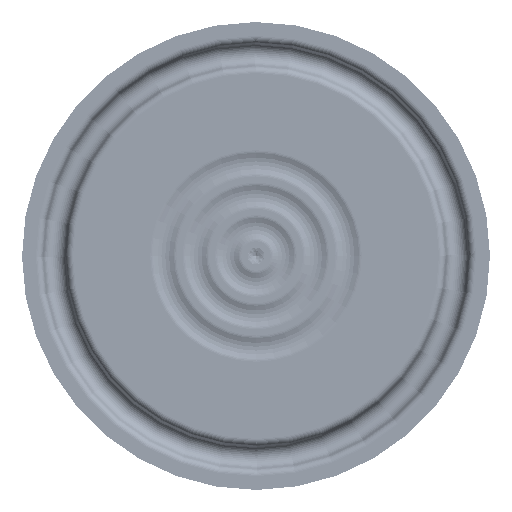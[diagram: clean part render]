
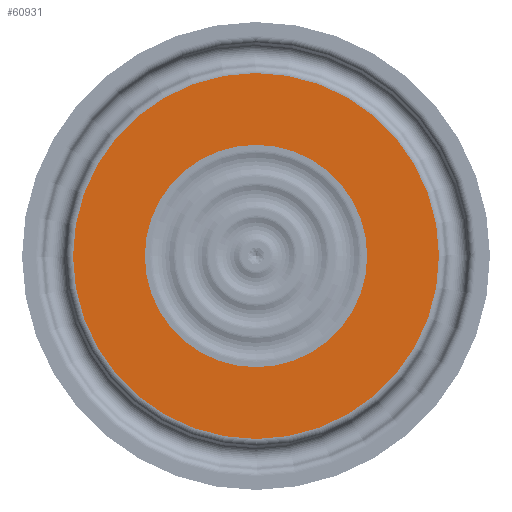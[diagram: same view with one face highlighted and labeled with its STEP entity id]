
A CAD part, left-side view. The second image highlights one B-rep face of the part: STEP entity #60931.
In plain terms, the highlighted planar face has unit normal (-1, 0, 0).
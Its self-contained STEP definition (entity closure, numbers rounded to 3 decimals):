
#4520=FACE_BOUND('',#15723,.T.);
#7726=PLANE('',#68912);
#11645=FACE_OUTER_BOUND('',#15722,.T.);
#15722=EDGE_LOOP('',(#56505));
#15723=EDGE_LOOP('',(#56506));
#16615=CIRCLE('',#68905,12.);
#16619=CIRCLE('',#68913,19.742);
#28996=VERTEX_POINT('',#139172);
#28998=VERTEX_POINT('',#139183);
#38175=EDGE_CURVE('',#28996,#28996,#16615,.T.);
#38180=EDGE_CURVE('',#28998,#28998,#16619,.T.);
#56505=ORIENTED_EDGE('',*,*,#38180,.F.);
#56506=ORIENTED_EDGE('',*,*,#38175,.T.);
#60931=ADVANCED_FACE('',(#11645,#4520),#7726,.T.);
#68905=AXIS2_PLACEMENT_3D('',#139173,#87224,#87225);
#68912=AXIS2_PLACEMENT_3D('',#139182,#87239,#87240);
#68913=AXIS2_PLACEMENT_3D('',#139184,#87241,#87242);
#87224=DIRECTION('center_axis',(1.,0.,0.));
#87225=DIRECTION('ref_axis',(0.,1.,0.));
#87239=DIRECTION('center_axis',(-1.,0.,0.));
#87240=DIRECTION('ref_axis',(0.,0.,1.));
#87241=DIRECTION('center_axis',(1.,0.,0.));
#87242=DIRECTION('ref_axis',(0.,0.,-1.));
#139172=CARTESIAN_POINT('',(0.,-12.,0.));
#139173=CARTESIAN_POINT('Origin',(0.,0.,
0.));
#139182=CARTESIAN_POINT('Origin',(0.,19.742,
0.));
#139183=CARTESIAN_POINT('',(0.,0.,
19.742));
#139184=CARTESIAN_POINT('Origin',(0.,0.,0.));
